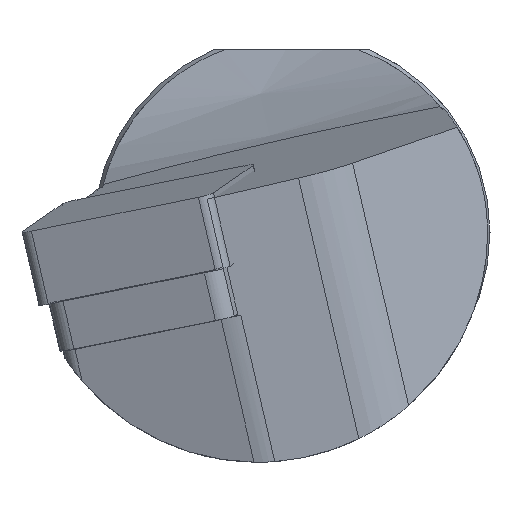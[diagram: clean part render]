
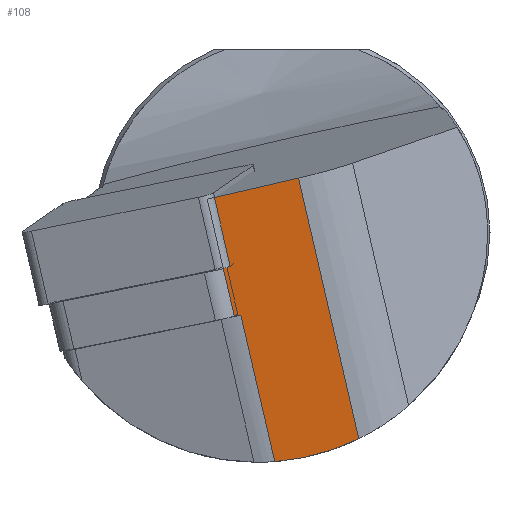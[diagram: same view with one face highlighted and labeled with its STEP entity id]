
A CAD part, left-side view. The second image highlights one B-rep face of the part: STEP entity #108.
In plain terms, the highlighted planar face has unit normal (-0.995, -0.024, -0.102).
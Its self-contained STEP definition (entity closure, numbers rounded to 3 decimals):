
#94=ELLIPSE('',#906,14.58,14.5);
#108=ADVANCED_FACE('',(#181),#154,.F.);
#154=PLANE('',#907);
#181=FACE_OUTER_BOUND('',#228,.T.);
#228=EDGE_LOOP('',(#452,#453,#454,#455,#456,#457));
#274=LINE('',#1239,#336);
#283=LINE('',#1259,#345);
#284=LINE('',#1261,#346);
#291=LINE('',#1320,#353);
#295=LINE('',#1336,#357);
#336=VECTOR('',#992,1.);
#345=VECTOR('',#1007,1.);
#346=VECTOR('',#1010,1.);
#353=VECTOR('',#1039,1.);
#357=VECTOR('',#1051,1.);
#452=ORIENTED_EDGE('',*,*,#743,.F.);
#453=ORIENTED_EDGE('',*,*,#764,.F.);
#454=ORIENTED_EDGE('',*,*,#770,.T.);
#455=ORIENTED_EDGE('',*,*,#771,.T.);
#456=ORIENTED_EDGE('',*,*,#744,.F.);
#457=ORIENTED_EDGE('',*,*,#733,.T.);
#649=VERTEX_POINT('',#1238);
#650=VERTEX_POINT('',#1240);
#657=VERTEX_POINT('',#1258);
#658=VERTEX_POINT('',#1262);
#674=VERTEX_POINT('',#1319);
#678=VERTEX_POINT('',#1335);
#733=EDGE_CURVE('',#650,#649,#274,.T.);
#743=EDGE_CURVE('',#657,#649,#283,.T.);
#744=EDGE_CURVE('',#650,#658,#284,.T.);
#764=EDGE_CURVE('',#674,#657,#291,.T.);
#770=EDGE_CURVE('',#674,#678,#94,.T.);
#771=EDGE_CURVE('',#678,#658,#295,.T.);
#906=AXIS2_PLACEMENT_3D('',#1334,#1049,#1050);
#907=AXIS2_PLACEMENT_3D('',#1337,#1052,#1053);
#992=DIRECTION('',(0.105,-0.224,-0.969));
#1007=DIRECTION('',(0.,0.974,-0.225));
#1010=DIRECTION('',(0.,-0.974,0.225));
#1039=DIRECTION('',(-0.105,0.224,0.969));
#1049=DIRECTION('',(-0.995,-0.024,-0.102));
#1050=DIRECTION('',(0.105,-0.224,-0.969));
#1051=DIRECTION('',(-0.105,0.224,0.969));
#1052=DIRECTION('',(0.995,0.024,0.102));
#1053=DIRECTION('',(0.102,0.,-0.995));
#1238=CARTESIAN_POINT('',(1.378,3.61,-5.318));
#1239=CARTESIAN_POINT('',(3.162,-0.207,-21.85));
#1240=CARTESIAN_POINT('',(0.58,5.319,2.085));
#1258=CARTESIAN_POINT('',(1.378,3.2,-5.224));
#1259=CARTESIAN_POINT('',(1.378,3.2,-5.224));
#1261=CARTESIAN_POINT('',(0.58,4.91,2.18));
#1262=CARTESIAN_POINT('',(0.58,-0.434,3.414));
#1319=CARTESIAN_POINT('',(2.375,1.068,-14.46));
#1320=CARTESIAN_POINT('',(3.162,-0.616,-21.755));
#1334=CARTESIAN_POINT('',(0.868,2.15,0.));
#1335=CARTESIAN_POINT('',(2.353,-4.228,-13.022));
#1336=CARTESIAN_POINT('',(3.162,-5.96,-20.522));
#1337=CARTESIAN_POINT('',(3.162,-0.616,-21.755));
